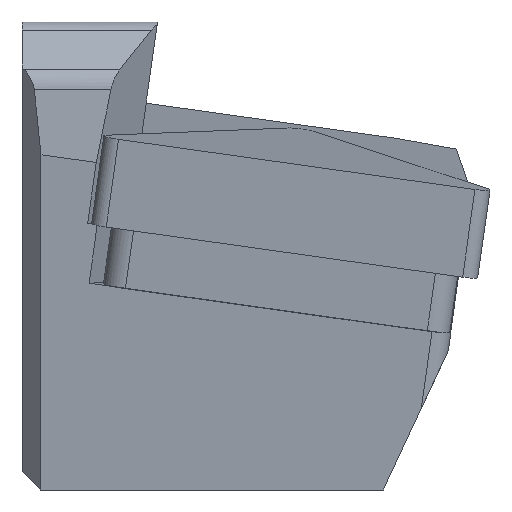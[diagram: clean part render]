
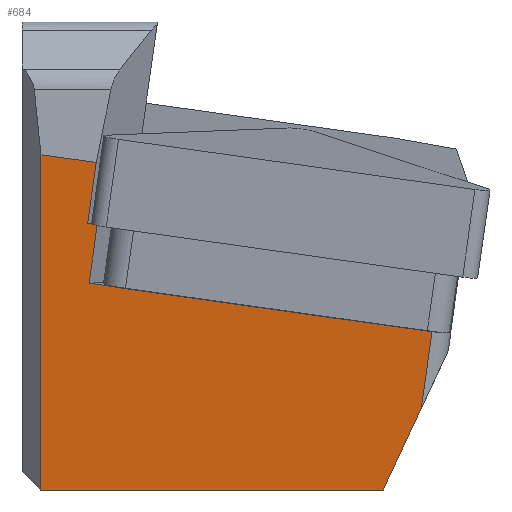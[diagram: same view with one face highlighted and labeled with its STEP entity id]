
A CAD part, left-side view. The second image highlights one B-rep face of the part: STEP entity #684.
In plain terms, the highlighted planar face has unit normal (-0.995, 0.015, -0.103).
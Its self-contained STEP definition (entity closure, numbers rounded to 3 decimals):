
#684=ADVANCED_FACE('',(#799),#750,.T.);
#750=PLANE('',#1891);
#799=FACE_OUTER_BOUND('',#858,.T.);
#858=EDGE_LOOP('',(#1257,#1258,#1259,#1260,#1261,#1262,#1263,#1264,#1265,
#1266));
#941=LINE('',#2407,#1061);
#947=LINE('',#2421,#1067);
#953=LINE('',#2434,#1073);
#974=LINE('',#2484,#1094);
#975=LINE('',#2489,#1095);
#976=LINE('',#2491,#1096);
#977=LINE('',#2493,#1097);
#978=LINE('',#2495,#1098);
#979=LINE('',#2496,#1099);
#980=LINE('',#2497,#1100);
#1061=VECTOR('',#2036,1.);
#1067=VECTOR('',#2050,1.);
#1073=VECTOR('',#2060,1.);
#1094=VECTOR('',#2097,1.);
#1095=VECTOR('',#2104,1.);
#1096=VECTOR('',#2105,1.);
#1097=VECTOR('',#2106,1.);
#1098=VECTOR('',#2107,1.);
#1099=VECTOR('',#2108,1.);
#1100=VECTOR('',#2109,1.);
#1257=ORIENTED_EDGE('',*,*,#1667,.F.);
#1258=ORIENTED_EDGE('',*,*,#1674,.T.);
#1259=ORIENTED_EDGE('',*,*,#1708,.F.);
#1260=ORIENTED_EDGE('',*,*,#1709,.F.);
#1261=ORIENTED_EDGE('',*,*,#1710,.F.);
#1262=ORIENTED_EDGE('',*,*,#1711,.T.);
#1263=ORIENTED_EDGE('',*,*,#1680,.F.);
#1264=ORIENTED_EDGE('',*,*,#1712,.T.);
#1265=ORIENTED_EDGE('',*,*,#1705,.F.);
#1266=ORIENTED_EDGE('',*,*,#1713,.F.);
#1541=VERTEX_POINT('',#2404);
#1542=VERTEX_POINT('',#2406);
#1546=VERTEX_POINT('',#2420);
#1552=VERTEX_POINT('',#2435);
#1553=VERTEX_POINT('',#2436);
#1571=VERTEX_POINT('',#2482);
#1573=VERTEX_POINT('',#2485);
#1574=VERTEX_POINT('',#2490);
#1575=VERTEX_POINT('',#2492);
#1576=VERTEX_POINT('',#2494);
#1667=EDGE_CURVE('',#1542,#1541,#941,.T.);
#1674=EDGE_CURVE('',#1542,#1546,#947,.T.);
#1680=EDGE_CURVE('',#1552,#1553,#953,.T.);
#1705=EDGE_CURVE('',#1571,#1573,#974,.T.);
#1708=EDGE_CURVE('',#1574,#1546,#975,.T.);
#1709=EDGE_CURVE('',#1575,#1574,#976,.T.);
#1710=EDGE_CURVE('',#1576,#1575,#977,.T.);
#1711=EDGE_CURVE('',#1576,#1553,#978,.T.);
#1712=EDGE_CURVE('',#1552,#1573,#979,.T.);
#1713=EDGE_CURVE('',#1541,#1571,#980,.T.);
#1891=AXIS2_PLACEMENT_3D('',#2498,#2110,#2111);
#2036=DIRECTION('',(0.,-0.99,-0.139));
#2050=DIRECTION('',(-0.105,-0.138,0.985));
#2060=DIRECTION('',(0.015,1.,0.));
#2097=DIRECTION('',(0.105,0.138,-0.985));
#2104=DIRECTION('',(0.,-0.99,-0.139));
#2105=DIRECTION('',(0.105,0.138,-0.985));
#2106=DIRECTION('',(0.,-0.99,-0.139));
#2107=DIRECTION('',(0.104,0.,-0.995));
#2108=DIRECTION('',(-0.1,-0.42,0.902));
#2109=DIRECTION('',(0.,-0.99,-0.139));
#2110=DIRECTION('',(-0.995,0.015,-0.104));
#2111=DIRECTION('',(-0.104,0.,0.995));
#2404=CARTESIAN_POINT('',(1.476,-4.869,-5.133));
#2406=CARTESIAN_POINT('',(1.476,-3.582,-4.952));
#2407=CARTESIAN_POINT('',(1.476,-21.906,-7.528));
#2420=CARTESIAN_POINT('',(1.145,-4.021,-1.83));
#2421=CARTESIAN_POINT('',(-0.286,-5.915,11.652));
#2434=CARTESIAN_POINT('',(2.678,-0.039,-16.));
#2435=CARTESIAN_POINT('',(2.396,-19.3,-16.));
#2436=CARTESIAN_POINT('',(2.664,-1.015,-16.));
#2482=CARTESIAN_POINT('',(1.476,-21.906,-7.528));
#2484=CARTESIAN_POINT('',(-14.828,-43.495,146.089));
#2485=CARTESIAN_POINT('',(1.915,-21.326,-11.656));
#2489=CARTESIAN_POINT('',(1.145,-22.345,-4.406));
#2490=CARTESIAN_POINT('',(1.145,-3.506,-1.758));
#2491=CARTESIAN_POINT('',(-14.828,-24.657,148.736));
#2492=CARTESIAN_POINT('',(0.8,-3.963,1.493));
#2493=CARTESIAN_POINT('',(0.8,112.966,17.926));
#2494=CARTESIAN_POINT('',(0.8,-1.015,1.907));
#2495=CARTESIAN_POINT('',(2.56,-1.015,-15.002));
#2496=CARTESIAN_POINT('',(-13.411,-85.765,126.535));
#2497=CARTESIAN_POINT('',(1.476,-21.906,-7.528));
#2498=CARTESIAN_POINT('',(-14.828,-43.495,146.089));
